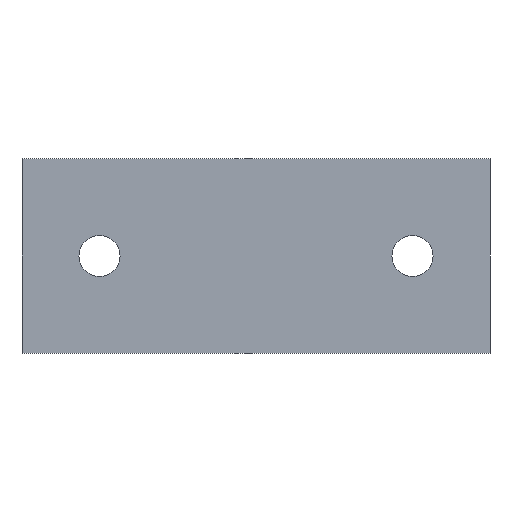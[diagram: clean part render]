
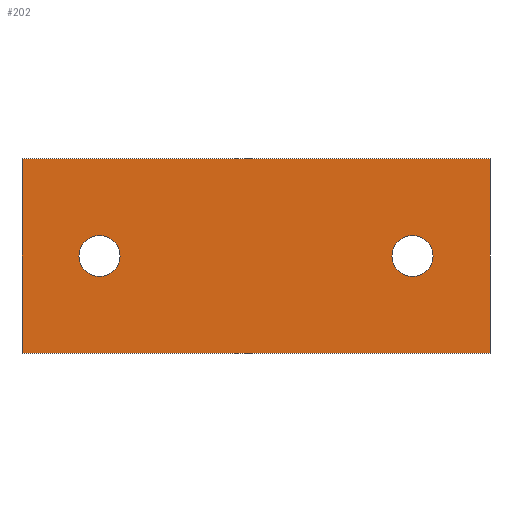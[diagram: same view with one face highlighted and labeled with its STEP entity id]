
A CAD part, front view. The second image highlights one B-rep face of the part: STEP entity #202.
In plain terms, the highlighted planar face has unit normal (0, -1, 0).
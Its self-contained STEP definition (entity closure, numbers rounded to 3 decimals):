
#19=FACE_BOUND('',#57,.T.);
#20=FACE_BOUND('',#58,.T.);
#28=PLANE('',#236);
#40=FACE_OUTER_BOUND('',#56,.T.);
#56=EDGE_LOOP('',(#181,#182,#183,#184));
#57=EDGE_LOOP('',(#185));
#58=EDGE_LOOP('',(#186));
#63=LINE('',#325,#79);
#67=LINE('',#333,#83);
#70=LINE('',#339,#86);
#73=LINE('',#344,#89);
#79=VECTOR('',#273,10.);
#83=VECTOR('',#279,10.);
#86=VECTOR('',#284,10.);
#89=VECTOR('',#289,10.);
#92=CIRCLE('',#219,1.05);
#94=CIRCLE('',#222,1.05);
#100=VERTEX_POINT('',#299);
#102=VERTEX_POINT('',#305);
#107=VERTEX_POINT('',#323);
#108=VERTEX_POINT('',#324);
#111=VERTEX_POINT('',#332);
#113=VERTEX_POINT('',#338);
#117=EDGE_CURVE('',#100,#100,#92,.T.);
#120=EDGE_CURVE('',#102,#102,#94,.T.);
#127=EDGE_CURVE('',#107,#108,#63,.T.);
#131=EDGE_CURVE('',#108,#111,#67,.T.);
#134=EDGE_CURVE('',#111,#113,#70,.T.);
#137=EDGE_CURVE('',#113,#107,#73,.T.);
#181=ORIENTED_EDGE('',*,*,#137,.T.);
#182=ORIENTED_EDGE('',*,*,#127,.T.);
#183=ORIENTED_EDGE('',*,*,#131,.T.);
#184=ORIENTED_EDGE('',*,*,#134,.T.);
#185=ORIENTED_EDGE('',*,*,#117,.T.);
#186=ORIENTED_EDGE('',*,*,#120,.T.);
#202=ADVANCED_FACE('',(#40,#19,#20),#28,.F.);
#219=AXIS2_PLACEMENT_3D('',#301,#244,#245);
#222=AXIS2_PLACEMENT_3D('',#307,#251,#252);
#236=AXIS2_PLACEMENT_3D('',#347,#293,#294);
#244=DIRECTION('center_axis',(0.,1.,0.));
#245=DIRECTION('ref_axis',(-1.,0.,0.));
#251=DIRECTION('center_axis',(0.,1.,0.));
#252=DIRECTION('ref_axis',(-1.,0.,0.));
#273=DIRECTION('',(0.,0.,1.));
#279=DIRECTION('',(-1.,0.,0.));
#284=DIRECTION('',(0.,0.,-1.));
#289=DIRECTION('',(1.,0.,0.));
#293=DIRECTION('center_axis',(0.,1.,0.));
#294=DIRECTION('ref_axis',(-1.,0.,0.));
#299=CARTESIAN_POINT('',(23.05,104.,0.));
#301=CARTESIAN_POINT('Origin',(22.,104.,0.));
#305=CARTESIAN_POINT('',(7.05,104.,0.));
#307=CARTESIAN_POINT('Origin',(6.,104.,0.));
#323=CARTESIAN_POINT('',(25.96,104.,-4.96));
#324=CARTESIAN_POINT('',(25.96,104.,4.96));
#325=CARTESIAN_POINT('',(25.96,104.,2.5));
#332=CARTESIAN_POINT('',(2.04,104.,4.96));
#333=CARTESIAN_POINT('',(8.,104.,4.96));
#338=CARTESIAN_POINT('',(2.04,104.,-4.96));
#339=CARTESIAN_POINT('',(2.04,104.,-2.5));
#344=CARTESIAN_POINT('',(20.,104.,-4.96));
#347=CARTESIAN_POINT('Origin',(14.,104.,0.));
